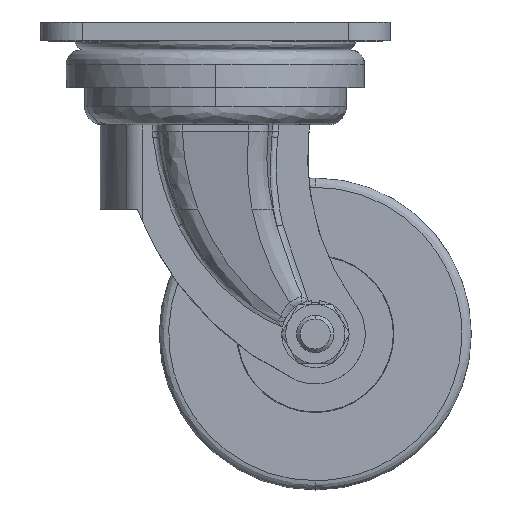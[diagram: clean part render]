
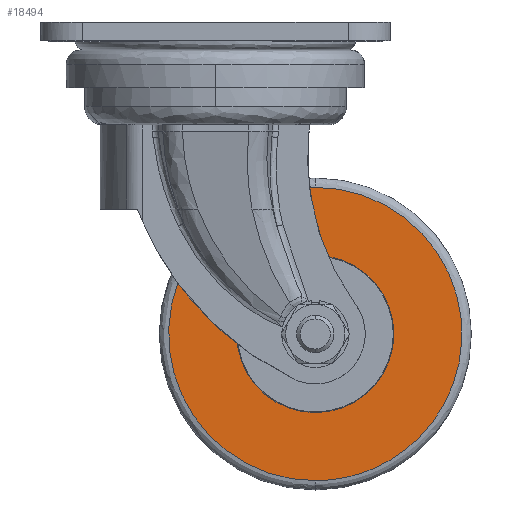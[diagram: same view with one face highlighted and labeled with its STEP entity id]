
A CAD part, left-side view. The second image highlights one B-rep face of the part: STEP entity #18494.
In plain terms, the highlighted planar face has unit normal (-1, 0, 0).
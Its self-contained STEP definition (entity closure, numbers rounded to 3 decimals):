
#4045 = DIRECTION ( 'NONE',  ( 1., 0., 0. ) ) ;
#4046 = CARTESIAN_POINT ( 'NONE',  ( 582.038, -32., 327.576 ) ) ;
#4047 = AXIS2_PLACEMENT_3D ( 'NONE', #4046, #4045, #4081 ) ;
#4048 = CIRCLE ( 'NONE', #4047, 25.2 ) ;
#4066 = DIRECTION ( 'NONE',  ( 0., 0., 1. ) ) ;
#4067 = DIRECTION ( 'NONE',  ( -1., 0., 0. ) ) ;
#4068 = CARTESIAN_POINT ( 'NONE',  ( 582.038, -32., 363.676 ) ) ;
#4069 = AXIS2_PLACEMENT_3D ( 'NONE', #4068, #4067, #4066 ) ;
#4070 = PLANE ( 'NONE',  #4069 ) ;
#4072 = FACE_OUTER_BOUND ( 'NONE', #18548, .T. ) ;
#4073 = FACE_BOUND ( 'NONE', #18495, .T. ) ;
#4081 = DIRECTION ( 'NONE',  ( 0., 0., 1. ) ) ;
#4190 =( BOUNDED_CURVE ( )  B_SPLINE_CURVE ( 3, ( #4202, #4201, #4200, #4199 ),
 .UNSPECIFIED., .F., .F. ) 
 B_SPLINE_CURVE_WITH_KNOTS ( ( 4, 4 ),
 ( 0.5, 1. ),
 .UNSPECIFIED. ) 
 CURVE ( )  GEOMETRIC_REPRESENTATION_ITEM ( )  RATIONAL_B_SPLINE_CURVE ( ( 1., 0.333, 0.333, 1. ) ) 
 REPRESENTATION_ITEM ( '' )  );
#4199 = CARTESIAN_POINT ( 'NONE',  ( 582.038, -32., 374.576 ) ) ;
#4200 = CARTESIAN_POINT ( 'NONE',  ( 582.038, 62., 374.576 ) ) ;
#4201 = CARTESIAN_POINT ( 'NONE',  ( 582.038, 62., 280.576 ) ) ;
#4202 = CARTESIAN_POINT ( 'NONE',  ( 582.038, -32., 280.576 ) ) ;
#7443 = CARTESIAN_POINT ( 'NONE',  ( 582.038, -32., 374.576 ) ) ;
#7444 = CARTESIAN_POINT ( 'NONE',  ( 582.038, -32., 280.576 ) ) ;
#7445 =( BOUNDED_CURVE ( )  B_SPLINE_CURVE ( 3, ( #7443, #7479, #7478, #7477 ),
 .UNSPECIFIED., .F., .F. ) 
 B_SPLINE_CURVE_WITH_KNOTS ( ( 4, 4 ),
 ( 0., 0.5 ),
 .UNSPECIFIED. ) 
 CURVE ( )  GEOMETRIC_REPRESENTATION_ITEM ( )  RATIONAL_B_SPLINE_CURVE ( ( 1., 0.333, 0.333, 1. ) ) 
 REPRESENTATION_ITEM ( '' )  );
#7451 = CARTESIAN_POINT ( 'NONE',  ( 582.038, -32., 374.576 ) ) ;
#7477 = CARTESIAN_POINT ( 'NONE',  ( 582.038, -32., 280.576 ) ) ;
#7478 = CARTESIAN_POINT ( 'NONE',  ( 582.038, -126., 280.576 ) ) ;
#7479 = CARTESIAN_POINT ( 'NONE',  ( 582.038, -126., 374.576 ) ) ;
#8898 = CARTESIAN_POINT ( 'NONE',  ( 582.038, -32., 302.376 ) ) ;
#8922 = CARTESIAN_POINT ( 'NONE',  ( 582.038, -32., 352.776 ) ) ;
#8923 = DIRECTION ( 'NONE',  ( 0., 0., 1. ) ) ;
#8924 = DIRECTION ( 'NONE',  ( 1., 0., 0. ) ) ;
#8925 = CARTESIAN_POINT ( 'NONE',  ( 582.038, -32., 327.576 ) ) ;
#8926 = AXIS2_PLACEMENT_3D ( 'NONE', #8925, #8924, #8923 ) ;
#8927 = CIRCLE ( 'NONE', #8926, 25.2 ) ;
#18486 = EDGE_CURVE ( 'NONE', #19524, #19527, #4048, .T. ) ;
#18494 = ADVANCED_FACE ( 'NONE', ( #4073, #4072 ), #4070, .T. ) ;
#18495 = EDGE_LOOP ( 'NONE', ( #18496, #18547 ) ) ;
#18496 = ORIENTED_EDGE ( 'NONE', *, *, #19526, .T. ) ;
#18547 = ORIENTED_EDGE ( 'NONE', *, *, #18486, .T. ) ;
#18548 = EDGE_LOOP ( 'NONE', ( #18549, #18551 ) ) ;
#18549 = ORIENTED_EDGE ( 'NONE', *, *, #18550, .F. ) ;
#18550 = EDGE_CURVE ( 'NONE', #19253, #19250, #4190, .T. ) ;
#18551 = ORIENTED_EDGE ( 'NONE', *, *, #19252, .F. ) ;
#19250 = VERTEX_POINT ( 'NONE', #7451 ) ;
#19252 = EDGE_CURVE ( 'NONE', #19250, #19253, #7445, .T. ) ;
#19253 = VERTEX_POINT ( 'NONE', #7444 ) ;
#19524 = VERTEX_POINT ( 'NONE', #8898 ) ;
#19526 = EDGE_CURVE ( 'NONE', #19527, #19524, #8927, .T. ) ;
#19527 = VERTEX_POINT ( 'NONE', #8922 ) ;
